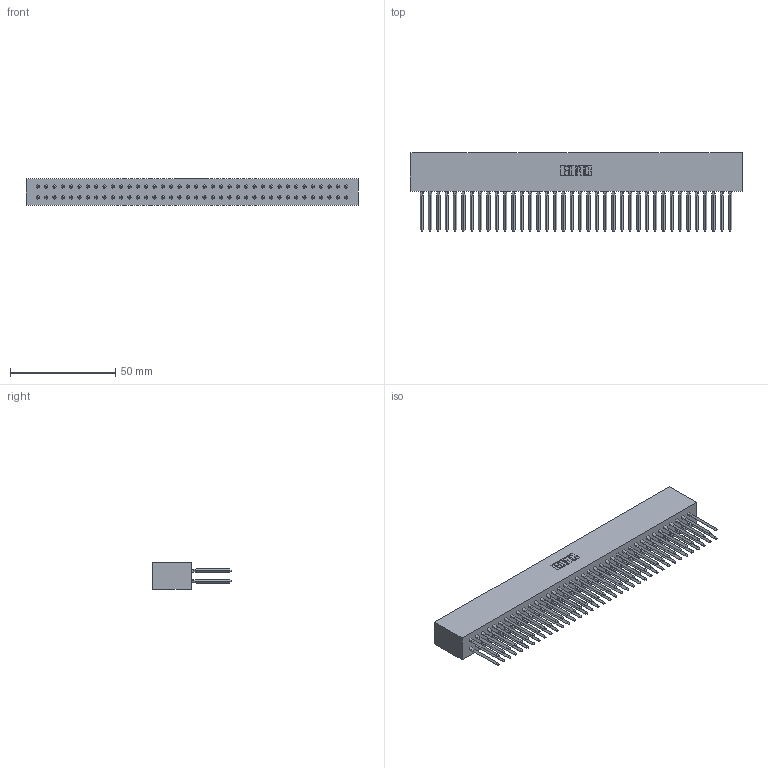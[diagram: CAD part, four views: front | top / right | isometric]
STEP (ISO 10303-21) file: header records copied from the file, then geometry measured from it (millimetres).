
FILE_DESCRIPTION (( 'STEP AP203' ), '1' );
FILE_NAME ('317-076-542-801.STEP', '2020-02-28T08:20:37', ( '' ), ( '' ), 'SwSTEP 2.0', 'SolidWorks 2016', '' );
FILE_SCHEMA (( 'CONFIG_CONTROL_DESIGN' ));
Products named in the file (3): 317 Part_Lugless; 317-076-542-801; 317-290-003_542
Assembly tree (77 placements, depth 2):
  317-076-542-801
    317 Part_Lugless
    317-290-003_542  x76
Bounding box: 157.78 x 37.34 x 12.7 mm (x, y, z)
Volume: 27440.6 mm3; surface area: 38207 mm2
Topology: 77 solids, 77 shells, 4422 faces, 12399 edges, 7910 vertices
Faces by surface type: plane 3546, cylinder 572, bspline 304
Entity records: 54095 total; most frequent: CARTESIAN_POINT 9685, ORIENTED_EDGE 9348, DIRECTION 7862, EDGE_CURVE 4674, VECTOR 4512, LINE 4512, VERTEX_POINT 3110, AXIS2_PLACEMENT_3D 1675
